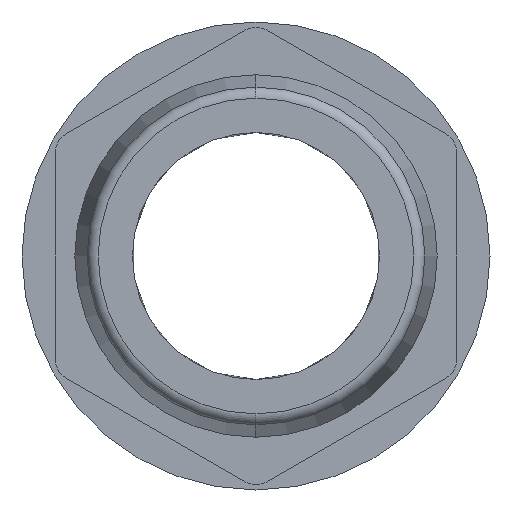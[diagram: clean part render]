
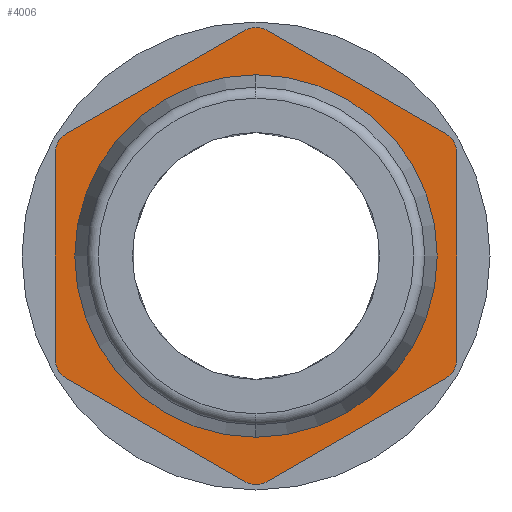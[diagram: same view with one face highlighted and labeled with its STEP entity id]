
A CAD part, left-side view. The second image highlights one B-rep face of the part: STEP entity #4006.
In plain terms, the highlighted planar face has unit normal (-1, 0, 0).
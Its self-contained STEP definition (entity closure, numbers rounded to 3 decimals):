
#105 = EDGE_LOOP ( 'NONE', ( #1575, #1576 ) ) ;
#361 = AXIS2_PLACEMENT_3D ( 'NONE', #5012, #5028, #5029 ) ;
#560 = CIRCLE ( 'NONE', #566, 16.15 ) ;
#566 = AXIS2_PLACEMENT_3D ( 'NONE', #4654, #4655, #4656 ) ;
#598 = EDGE_CURVE ( 'NONE', #1113, #1114, #2905, .T. ) ;
#602 = EDGE_CURVE ( 'NONE', #1116, #1117, #1970, .T. ) ;
#606 = EDGE_CURVE ( 'NONE', #1118, #1707, #948, .T. ) ;
#617 = EDGE_CURVE ( 'NONE', #1117, #1118, #2683, .T. ) ;
#619 = EDGE_CURVE ( 'NONE', #1711, #1108, #2680, .T. ) ;
#624 = EDGE_CURVE ( 'NONE', #1114, #1115, #3946, .T. ) ;
#628 = EDGE_CURVE ( 'NONE', #1112, #1113, #5950, .T. ) ;
#629 = EDGE_CURVE ( 'NONE', #1109, #1107, #5965, .T. ) ;
#638 = EDGE_CURVE ( 'NONE', #5260, #5274, #1773, .T. ) ;
#653 = EDGE_CURVE ( 'NONE', #5601, #1109, #1784, .T. ) ;
#654 = EDGE_CURVE ( 'NONE', #1115, #1116, #1787, .T. ) ;
#655 = EDGE_CURVE ( 'NONE', #1107, #1112, #1789, .T. ) ;
#656 = EDGE_CURVE ( 'NONE', #1108, #5601, #2784, .T. ) ;
#796 = EDGE_CURVE ( 'NONE', #5274, #5260, #560, .T. ) ;
#888 = CARTESIAN_POINT ( 'NONE',  ( -29.5, -15.9, 9.18 ) ) ;
#889 = DIRECTION ( 'NONE',  ( -1., 0., 0. ) ) ;
#890 = DIRECTION ( 'NONE',  ( 0., 0., -1. ) ) ;
#894 = CARTESIAN_POINT ( 'NONE',  ( -29.5, 0., 18.36 ) ) ;
#895 = DIRECTION ( 'NONE',  ( -1., 0., 0. ) ) ;
#896 = DIRECTION ( 'NONE',  ( 0., 0., -1. ) ) ;
#948 = LINE ( 'NONE', #959, #2903 ) ;
#959 = CARTESIAN_POINT ( 'NONE',  ( -29.5, -17.9, 10.335 ) ) ;
#960 = DIRECTION ( 'NONE',  ( 0., 0.866, 0.5 ) ) ;
#1107 = VERTEX_POINT ( 'NONE', #4808 ) ;
#1108 = VERTEX_POINT ( 'NONE', #4797 ) ;
#1109 = VERTEX_POINT ( 'NONE', #4809 ) ;
#1112 = VERTEX_POINT ( 'NONE', #4802 ) ;
#1113 = VERTEX_POINT ( 'NONE', #4811 ) ;
#1114 = VERTEX_POINT ( 'NONE', #4794 ) ;
#1115 = VERTEX_POINT ( 'NONE', #4812 ) ;
#1116 = VERTEX_POINT ( 'NONE', #4813 ) ;
#1117 = VERTEX_POINT ( 'NONE', #4814 ) ;
#1118 = VERTEX_POINT ( 'NONE', #4815 ) ;
#1466 = CIRCLE ( 'NONE', #1469, 2. ) ;
#1469 = AXIS2_PLACEMENT_3D ( 'NONE', #4944, #4945, #4946 ) ;
#1575 = ORIENTED_EDGE ( 'NONE', *, *, #796, .F. ) ;
#1576 = ORIENTED_EDGE ( 'NONE', *, *, #638, .F. ) ;
#1577 = ORIENTED_EDGE ( 'NONE', *, *, #629, .T. ) ;
#1578 = ORIENTED_EDGE ( 'NONE', *, *, #655, .T. ) ;
#1579 = ORIENTED_EDGE ( 'NONE', *, *, #628, .T. ) ;
#1580 = ORIENTED_EDGE ( 'NONE', *, *, #598, .T. ) ;
#1581 = ORIENTED_EDGE ( 'NONE', *, *, #624, .T. ) ;
#1582 = ORIENTED_EDGE ( 'NONE', *, *, #654, .T. ) ;
#1583 = ORIENTED_EDGE ( 'NONE', *, *, #602, .T. ) ;
#1584 = ORIENTED_EDGE ( 'NONE', *, *, #617, .T. ) ;
#1585 = ORIENTED_EDGE ( 'NONE', *, *, #606, .T. ) ;
#1586 = ORIENTED_EDGE ( 'NONE', *, *, #3981, .T. ) ;
#1587 = ORIENTED_EDGE ( 'NONE', *, *, #619, .T. ) ;
#1588 = ORIENTED_EDGE ( 'NONE', *, *, #656, .T. ) ;
#1589 = ORIENTED_EDGE ( 'NONE', *, *, #653, .T. ) ;
#1707 = VERTEX_POINT ( 'NONE', #4846 ) ;
#1711 = VERTEX_POINT ( 'NONE', #4850 ) ;
#1735 = EDGE_LOOP ( 'NONE', ( #1577, #1578, #1579, #1580, #1581, #1582, #1583, #1584, #1585, #1586, #1587, #1588, #1589 ) ) ;
#1773 = CIRCLE ( 'NONE', #1775, 16.15 ) ;
#1775 = AXIS2_PLACEMENT_3D ( 'NONE', #1866, #1867, #1868 ) ;
#1784 = CIRCLE ( 'NONE', #1788, 2. ) ;
#1787 = CIRCLE ( 'NONE', #1790, 2. ) ;
#1788 = AXIS2_PLACEMENT_3D ( 'NONE', #2781, #2782, #2783 ) ;
#1789 = CIRCLE ( 'NONE', #1792, 2. ) ;
#1790 = AXIS2_PLACEMENT_3D ( 'NONE', #2786, #2787, #2788 ) ;
#1791 = VECTOR ( 'NONE', #2794, 1000. ) ;
#1792 = AXIS2_PLACEMENT_3D ( 'NONE', #2790, #2791, #2792 ) ;
#1866 = CARTESIAN_POINT ( 'NONE',  ( -29.5, 0., 0. ) ) ;
#1867 = DIRECTION ( 'NONE',  ( -1., 0., 0. ) ) ;
#1868 = DIRECTION ( 'NONE',  ( 0., 0., 1. ) ) ;
#1950 = CARTESIAN_POINT ( 'NONE',  ( -29.5, 0., -18.36 ) ) ;
#1951 = DIRECTION ( 'NONE',  ( -1., 0., 0. ) ) ;
#1952 = DIRECTION ( 'NONE',  ( 0., 0., -1. ) ) ;
#1970 = LINE ( 'NONE', #1971, #6018 ) ;
#1971 = CARTESIAN_POINT ( 'NONE',  ( -29.5, -17.9, -10.335 ) ) ;
#1972 = DIRECTION ( 'NONE',  ( 0., 0., 1. ) ) ;
#2680 = CIRCLE ( 'NONE', #2686, 2. ) ;
#2682 = AXIS2_PLACEMENT_3D ( 'NONE', #888, #889, #890 ) ;
#2683 = CIRCLE ( 'NONE', #2682, 2. ) ;
#2685 = VECTOR ( 'NONE', #3950, 1000. ) ;
#2686 = AXIS2_PLACEMENT_3D ( 'NONE', #894, #895, #896 ) ;
#2688 = VECTOR ( 'NONE', #5967, 1000. ) ;
#2781 = CARTESIAN_POINT ( 'NONE',  ( -29.5, 15.9, 9.18 ) ) ;
#2782 = DIRECTION ( 'NONE',  ( -1., 0., 0. ) ) ;
#2783 = DIRECTION ( 'NONE',  ( 0., 0., -1. ) ) ;
#2784 = LINE ( 'NONE', #2785, #1791 ) ;
#2785 = CARTESIAN_POINT ( 'NONE',  ( -29.5, 0., 20.669 ) ) ;
#2786 = CARTESIAN_POINT ( 'NONE',  ( -29.5, -15.9, -9.18 ) ) ;
#2787 = DIRECTION ( 'NONE',  ( -1., 0., 0. ) ) ;
#2788 = DIRECTION ( 'NONE',  ( 0., 0., -1. ) ) ;
#2790 = CARTESIAN_POINT ( 'NONE',  ( -29.5, 15.9, -9.18 ) ) ;
#2791 = DIRECTION ( 'NONE',  ( -1., 0., 0. ) ) ;
#2792 = DIRECTION ( 'NONE',  ( 0., 0., -1. ) ) ;
#2794 = DIRECTION ( 'NONE',  ( 0., 0.866, -0.5 ) ) ;
#2903 = VECTOR ( 'NONE', #960, 1000. ) ;
#2904 = AXIS2_PLACEMENT_3D ( 'NONE', #1950, #1951, #1952 ) ;
#2905 = CIRCLE ( 'NONE', #2904, 2. ) ;
#3942 = CARTESIAN_POINT ( 'NONE',  ( -29.5, 0., -20.669 ) ) ;
#3946 = LINE ( 'NONE', #3942, #2685 ) ;
#3950 = DIRECTION ( 'NONE',  ( 0., -0.866, 0.5 ) ) ;
#3981 = EDGE_CURVE ( 'NONE', #1707, #1711, #1466, .T. ) ;
#4006 = ADVANCED_FACE ( 'NONE', ( #5025, #5017 ), #5026, .F. ) ;
#4654 = CARTESIAN_POINT ( 'NONE',  ( -29.5, 0., 0. ) ) ;
#4655 = DIRECTION ( 'NONE',  ( -1., 0., 0. ) ) ;
#4656 = DIRECTION ( 'NONE',  ( 0., 0., 1. ) ) ;
#4794 = CARTESIAN_POINT ( 'NONE',  ( -29.5, -1., -20.092 ) ) ;
#4797 = CARTESIAN_POINT ( 'NONE',  ( -29.5, 1., 20.092 ) ) ;
#4802 = CARTESIAN_POINT ( 'NONE',  ( -29.5, 16.9, -10.912 ) ) ;
#4808 = CARTESIAN_POINT ( 'NONE',  ( -29.5, 17.9, -9.18 ) ) ;
#4809 = CARTESIAN_POINT ( 'NONE',  ( -29.5, 17.9, 9.18 ) ) ;
#4811 = CARTESIAN_POINT ( 'NONE',  ( -29.5, 1., -20.092 ) ) ;
#4812 = CARTESIAN_POINT ( 'NONE',  ( -29.5, -16.9, -10.912 ) ) ;
#4813 = CARTESIAN_POINT ( 'NONE',  ( -29.5, -17.9, -9.18 ) ) ;
#4814 = CARTESIAN_POINT ( 'NONE',  ( -29.5, -17.9, 9.18 ) ) ;
#4815 = CARTESIAN_POINT ( 'NONE',  ( -29.5, -16.9, 10.912 ) ) ;
#4846 = CARTESIAN_POINT ( 'NONE',  ( -29.5, -1., 20.092 ) ) ;
#4850 = CARTESIAN_POINT ( 'NONE',  ( -29.5, 0., 20.36 ) ) ;
#4944 = CARTESIAN_POINT ( 'NONE',  ( -29.5, 0., 18.36 ) ) ;
#4945 = DIRECTION ( 'NONE',  ( -1., 0., 0. ) ) ;
#4946 = DIRECTION ( 'NONE',  ( 0., 0., -1. ) ) ;
#5012 = CARTESIAN_POINT ( 'NONE',  ( -29.5, 20.669, 0. ) ) ;
#5017 = FACE_OUTER_BOUND ( 'NONE', #1735, .T. ) ;
#5025 = FACE_BOUND ( 'NONE', #105, .T. ) ;
#5026 = PLANE ( 'NONE',  #361 ) ;
#5028 = DIRECTION ( 'NONE',  ( 1., 0., 0. ) ) ;
#5029 = DIRECTION ( 'NONE',  ( 0., 0., -1. ) ) ;
#5112 = CARTESIAN_POINT ( 'NONE',  ( -29.5, 0., -16.15 ) ) ;
#5127 = CARTESIAN_POINT ( 'NONE',  ( -29.5, 0., 16.15 ) ) ;
#5167 = CARTESIAN_POINT ( 'NONE',  ( -29.5, 16.9, 10.912 ) ) ;
#5260 = VERTEX_POINT ( 'NONE', #5112 ) ;
#5274 = VERTEX_POINT ( 'NONE', #5127 ) ;
#5601 = VERTEX_POINT ( 'NONE', #5167 ) ;
#5949 = CARTESIAN_POINT ( 'NONE',  ( -29.5, 17.9, -10.335 ) ) ;
#5950 = LINE ( 'NONE', #5949, #6017 ) ;
#5964 = DIRECTION ( 'NONE',  ( 0., -0.866, -0.5 ) ) ;
#5965 = LINE ( 'NONE', #5966, #2688 ) ;
#5966 = CARTESIAN_POINT ( 'NONE',  ( -29.5, 17.9, 10.335 ) ) ;
#5967 = DIRECTION ( 'NONE',  ( 0., 0., -1. ) ) ;
#6017 = VECTOR ( 'NONE', #5964, 1000. ) ;
#6018 = VECTOR ( 'NONE', #1972, 1000. ) ;
